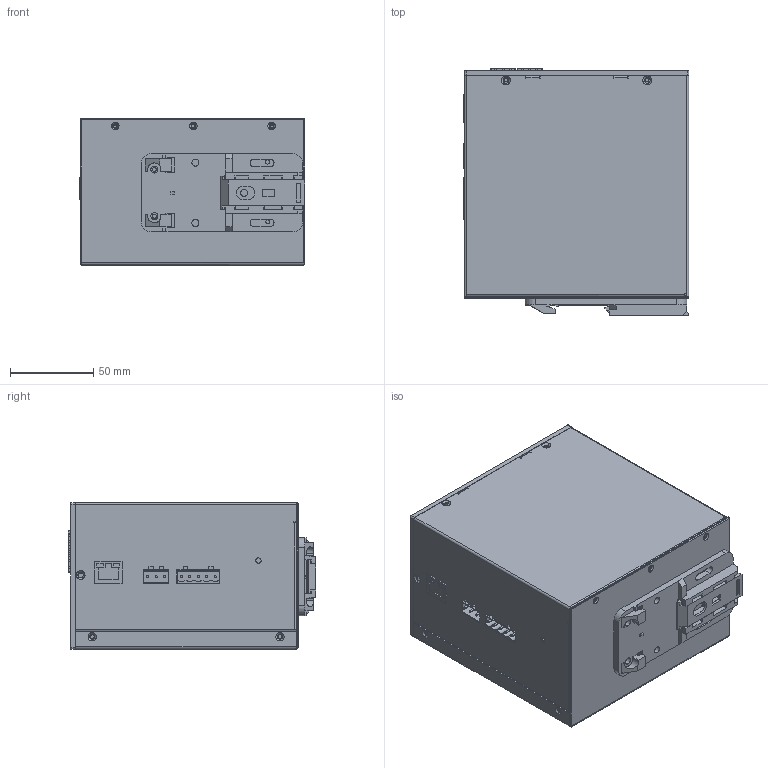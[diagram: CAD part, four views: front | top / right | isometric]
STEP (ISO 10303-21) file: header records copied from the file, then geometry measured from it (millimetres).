
FILE_DESCRIPTION((''),'2;1');
FILE_NAME('4GX-16GE_ASM_10_ASM','2022-08-26T',('jitianxu'),(''),'PRO/ENGINEER BY PARAMETRIC TECHNOLOGY CORPORATION, 2009360','PRO/ENGINEER BY PARAMETRIC TECHNOLOGY CORPORATION, 2009360','');
FILE_SCHEMA(('AUTOMOTIVE_DESIGN_CC2 { 1 2 10303 214 -1 1 5 2 }'));
Length unit declared in the file: millimetre
Products named in the file (22): ________5____1; ________3____1; 16__PCB______1__ASM_2_ASM; 16______-37803__2; 16________-37779__1; 16______-37878__1; 16________-37837__4; 16__-__________88MM__ASM_1_ASM; 102990206-1-2SFP-PUL__1__1; 104102010-1-4LED-LEK_1_1__5; MANIFOLD_SOLID_BREP_45116; MANIFOLD_SOLID_BREP_45250; MANIFOLD_SOLID_BREP_45384; 104102003-1-1LED-ALARM__1_ASM; 106020004-RESET-ZHAOHUA__1; PRT0005__1; 1X2-RJ45__1; BASE_MODEL_DEFAULT_1; SLIP_3_DEFAULT_1; PRODUCT_16742_ASM_1_ASM; __ASM_1_ASM; 4GX-16GE_ASM_10_ASM
Assembly tree (25 placements, depth 4):
  4GX-16GE_ASM_10_ASM
    16__-__________88MM__ASM_1_ASM
      16__PCB______1__ASM_2_ASM
        ________5____1
        ________3____1
      16______-37803__2
      16________-37779__1
      16______-37878__1
      16________-37837__4
    102990206-1-2SFP-PUL__1__1  x2
    104102010-1-4LED-LEK_1_1__5
    104102003-1-1LED-ALARM__1_ASM
      MANIFOLD_SOLID_BREP_45116
      MANIFOLD_SOLID_BREP_45250
      MANIFOLD_SOLID_BREP_45384
    106020004-RESET-ZHAOHUA__1
    PRT0005__1
    1X2-RJ45__1  x4
    __ASM_1_ASM
      PRODUCT_16742_ASM_1_ASM
        BASE_MODEL_DEFAULT_1
        SLIP_3_DEFAULT_1
Bounding box: 135.7 x 148.9 x 88 mm (x, y, z)
Volume: 183773 mm3; surface area: 233338.8 mm2
Topology: 20 solids, 20 shells, 2199 faces, 6066 edges, 4043 vertices
Faces by surface type: plane 1592, cylinder 493, extrusion 64, cone 34, sphere 12, bspline 4
Entity records: 55118 total; most frequent: CARTESIAN_POINT 9435, ORIENTED_EDGE 8704, DIRECTION 8555, EDGE_CURVE 4352, VECTOR 3333, LINE 3317, VERTEX_POINT 2883, AXIS2_PLACEMENT_3D 2611
